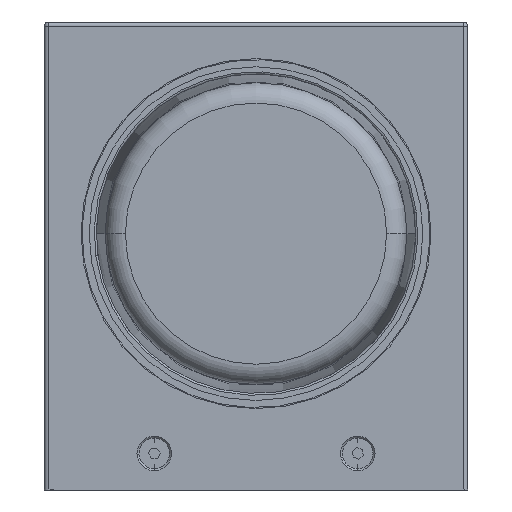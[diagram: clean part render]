
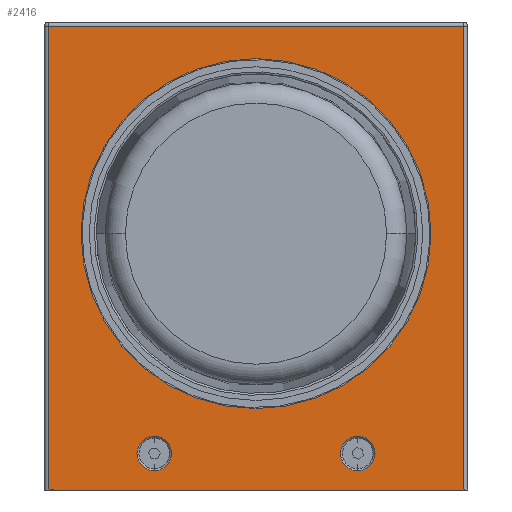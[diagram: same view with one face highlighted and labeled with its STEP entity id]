
A CAD part, front view. The second image highlights one B-rep face of the part: STEP entity #2416.
In plain terms, the highlighted planar face has unit normal (0, -1, 0).
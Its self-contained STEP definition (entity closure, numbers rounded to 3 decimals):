
#5 = DIRECTION ( 'NONE',  ( 0., 0., -1. ) ) ;
#8 = VERTEX_POINT ( 'NONE', #3221 ) ;
#116 = EDGE_CURVE ( 'NONE', #2942, #768, #2217, .T. ) ;
#191 = CIRCLE ( 'NONE', #2472, 4.25 ) ;
#209 = CIRCLE ( 'NONE', #3963, 43. ) ;
#282 = VERTEX_POINT ( 'NONE', #1311 ) ;
#284 = CARTESIAN_POINT ( 'NONE',  ( 42.682, 5.437, -39. ) ) ;
#317 = ORIENTED_EDGE ( 'NONE', *, *, #116, .F. ) ;
#323 = AXIS2_PLACEMENT_3D ( 'NONE', #1152, #2509, #527 ) ;
#325 = CARTESIAN_POINT ( 'NONE',  ( -34.318, 5.437, -30. ) ) ;
#353 = ORIENTED_EDGE ( 'NONE', *, *, #2579, .T. ) ;
#359 = FACE_OUTER_BOUND ( 'NONE', #458, .T. ) ;
#417 = CARTESIAN_POINT ( 'NONE',  ( -9.318, 5.437, 67. ) ) ;
#458 = EDGE_LOOP ( 'NONE', ( #1379, #353, #3624, #2885 ) ) ;
#527 = DIRECTION ( 'NONE',  ( 0., 0., -1. ) ) ;
#619 = EDGE_CURVE ( 'NONE', #3491, #2207, #674, .T. ) ;
#629 = DIRECTION ( 'NONE',  ( 0., -1., 0. ) ) ;
#655 = CARTESIAN_POINT ( 'NONE',  ( 15.682, 5.437, -25.75 ) ) ;
#661 = EDGE_CURVE ( 'NONE', #768, #2942, #209, .T. ) ;
#662 = AXIS2_PLACEMENT_3D ( 'NONE', #3727, #1695, #2817 ) ;
#666 = LINE ( 'NONE', #703, #1446 ) ;
#670 = FACE_BOUND ( 'NONE', #4269, .T. ) ;
#674 = CIRCLE ( 'NONE', #3734, 4.25 ) ;
#703 = CARTESIAN_POINT ( 'NONE',  ( -60.318, 5.437, 75. ) ) ;
#768 = VERTEX_POINT ( 'NONE', #417 ) ;
#774 = CARTESIAN_POINT ( 'NONE',  ( 15.682, 5.437, -34.25 ) ) ;
#892 = EDGE_CURVE ( 'NONE', #2207, #3491, #1344, .T. ) ;
#937 = DIRECTION ( 'NONE',  ( 0., -1., 0. ) ) ;
#1001 = DIRECTION ( 'NONE',  ( 0., -1., 0. ) ) ;
#1031 = DIRECTION ( 'NONE',  ( -1., 0., 0. ) ) ;
#1065 = VERTEX_POINT ( 'NONE', #3612 ) ;
#1089 = VECTOR ( 'NONE', #3967, 1000. ) ;
#1102 = VERTEX_POINT ( 'NONE', #655 ) ;
#1152 = CARTESIAN_POINT ( 'NONE',  ( -34.318, 5.437, -30. ) ) ;
#1176 = LINE ( 'NONE', #3627, #1959 ) ;
#1226 = AXIS2_PLACEMENT_3D ( 'NONE', #3972, #937, #3988 ) ;
#1244 = VERTEX_POINT ( 'NONE', #1457 ) ;
#1295 = CARTESIAN_POINT ( 'NONE',  ( -34.318, 5.437, -34.25 ) ) ;
#1311 = CARTESIAN_POINT ( 'NONE',  ( 41.682, 5.437, -39. ) ) ;
#1344 = CIRCLE ( 'NONE', #323, 4.25 ) ;
#1379 = ORIENTED_EDGE ( 'NONE', *, *, #1562, .T. ) ;
#1405 = CARTESIAN_POINT ( 'NONE',  ( 15.682, 5.437, -30. ) ) ;
#1446 = VECTOR ( 'NONE', #1031, 1000. ) ;
#1450 = DIRECTION ( 'NONE',  ( 0., 0., -1. ) ) ;
#1457 = CARTESIAN_POINT ( 'NONE',  ( -60.318, 5.437, -39. ) ) ;
#1502 = VECTOR ( 'NONE', #4007, 1000. ) ;
#1562 = EDGE_CURVE ( 'NONE', #282, #8, #3460, .T. ) ;
#1625 = EDGE_CURVE ( 'NONE', #1102, #3048, #3145, .T. ) ;
#1695 = DIRECTION ( 'NONE',  ( 0., -1., 0. ) ) ;
#1725 = ORIENTED_EDGE ( 'NONE', *, *, #892, .F. ) ;
#1934 = CARTESIAN_POINT ( 'NONE',  ( 41.682, 5.437, 76. ) ) ;
#1959 = VECTOR ( 'NONE', #2626, 1000. ) ;
#1974 = AXIS2_PLACEMENT_3D ( 'NONE', #284, #629, #2968 ) ;
#2078 = FACE_BOUND ( 'NONE', #3962, .T. ) ;
#2202 = EDGE_LOOP ( 'NONE', ( #3995, #1725 ) ) ;
#2207 = VERTEX_POINT ( 'NONE', #4171 ) ;
#2217 = CIRCLE ( 'NONE', #1226, 43. ) ;
#2282 = PLANE ( 'NONE',  #1974 ) ;
#2416 = ADVANCED_FACE ( 'NONE', ( #670, #3298, #2078, #359 ), #2282, .T. ) ;
#2424 = EDGE_CURVE ( 'NONE', #1065, #1244, #2507, .T. ) ;
#2472 = AXIS2_PLACEMENT_3D ( 'NONE', #1405, #4132, #1450 ) ;
#2507 = LINE ( 'NONE', #4018, #1502 ) ;
#2509 = DIRECTION ( 'NONE',  ( 0., -1., 0. ) ) ;
#2579 = EDGE_CURVE ( 'NONE', #8, #1065, #666, .T. ) ;
#2626 = DIRECTION ( 'NONE',  ( -1., 0., 0. ) ) ;
#2817 = DIRECTION ( 'NONE',  ( 0., 0., -1. ) ) ;
#2885 = ORIENTED_EDGE ( 'NONE', *, *, #3386, .F. ) ;
#2940 = ORIENTED_EDGE ( 'NONE', *, *, #3643, .F. ) ;
#2942 = VERTEX_POINT ( 'NONE', #4031 ) ;
#2968 = DIRECTION ( 'NONE',  ( 0., 0., -1. ) ) ;
#3034 = ORIENTED_EDGE ( 'NONE', *, *, #661, .F. ) ;
#3048 = VERTEX_POINT ( 'NONE', #774 ) ;
#3145 = CIRCLE ( 'NONE', #662, 4.25 ) ;
#3221 = CARTESIAN_POINT ( 'NONE',  ( 41.682, 5.437, 75. ) ) ;
#3298 = FACE_BOUND ( 'NONE', #2202, .T. ) ;
#3377 = DIRECTION ( 'NONE',  ( 0., -1., 0. ) ) ;
#3386 = EDGE_CURVE ( 'NONE', #282, #1244, #1176, .T. ) ;
#3460 = LINE ( 'NONE', #1934, #1089 ) ;
#3491 = VERTEX_POINT ( 'NONE', #1295 ) ;
#3612 = CARTESIAN_POINT ( 'NONE',  ( -60.318, 5.437, 75. ) ) ;
#3624 = ORIENTED_EDGE ( 'NONE', *, *, #2424, .T. ) ;
#3627 = CARTESIAN_POINT ( 'NONE',  ( -61.318, 5.437, -39. ) ) ;
#3643 = EDGE_CURVE ( 'NONE', #3048, #1102, #191, .T. ) ;
#3727 = CARTESIAN_POINT ( 'NONE',  ( 15.682, 5.437, -30. ) ) ;
#3734 = AXIS2_PLACEMENT_3D ( 'NONE', #325, #3377, #4036 ) ;
#3790 = ORIENTED_EDGE ( 'NONE', *, *, #1625, .F. ) ;
#3962 = EDGE_LOOP ( 'NONE', ( #3034, #317 ) ) ;
#3963 = AXIS2_PLACEMENT_3D ( 'NONE', #4019, #1001, #5 ) ;
#3967 = DIRECTION ( 'NONE',  ( 0., 0., 1. ) ) ;
#3972 = CARTESIAN_POINT ( 'NONE',  ( -9.318, 5.437, 24. ) ) ;
#3988 = DIRECTION ( 'NONE',  ( 0., 0., -1. ) ) ;
#3995 = ORIENTED_EDGE ( 'NONE', *, *, #619, .F. ) ;
#4007 = DIRECTION ( 'NONE',  ( 0., 0., -1. ) ) ;
#4018 = CARTESIAN_POINT ( 'NONE',  ( -60.318, 5.437, -39. ) ) ;
#4019 = CARTESIAN_POINT ( 'NONE',  ( -9.318, 5.437, 24. ) ) ;
#4031 = CARTESIAN_POINT ( 'NONE',  ( -9.318, 5.437, -19. ) ) ;
#4036 = DIRECTION ( 'NONE',  ( 0., 0., -1. ) ) ;
#4132 = DIRECTION ( 'NONE',  ( 0., -1., 0. ) ) ;
#4171 = CARTESIAN_POINT ( 'NONE',  ( -34.318, 5.437, -25.75 ) ) ;
#4269 = EDGE_LOOP ( 'NONE', ( #2940, #3790 ) ) ;
